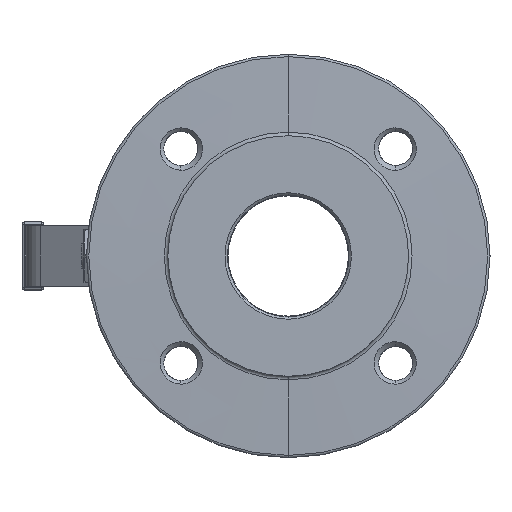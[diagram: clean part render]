
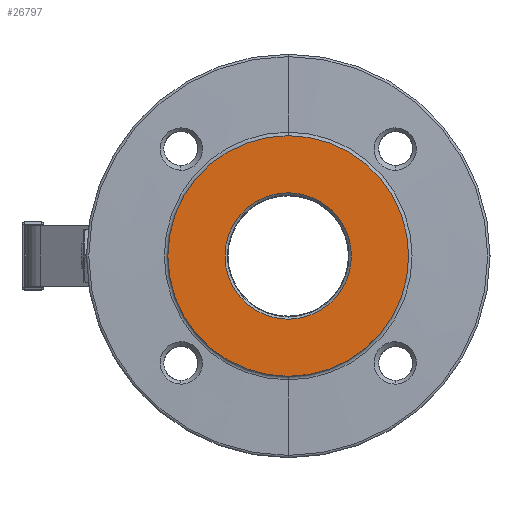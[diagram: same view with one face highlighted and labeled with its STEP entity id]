
A CAD part, left-side view. The second image highlights one B-rep face of the part: STEP entity #26797.
In plain terms, the highlighted planar face has unit normal (-1, 0, 0).
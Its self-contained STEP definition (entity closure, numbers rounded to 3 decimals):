
#357 = VERTEX_POINT ( 'NONE', #887 ) ;
#364 = EDGE_CURVE ( 'NONE', #369, #357, #912, .T. ) ;
#369 = VERTEX_POINT ( 'NONE', #903 ) ;
#882 = CARTESIAN_POINT ( 'NONE',  ( -98., 0., 0. ) ) ;
#887 = CARTESIAN_POINT ( 'NONE',  ( -98., 0., 49.5 ) ) ;
#903 = CARTESIAN_POINT ( 'NONE',  ( -98., 0., -49.5 ) ) ;
#909 = DIRECTION ( 'NONE',  ( 0., 0., -1. ) ) ;
#910 = DIRECTION ( 'NONE',  ( 1., 0., 0. ) ) ;
#911 = AXIS2_PLACEMENT_3D ( 'NONE', #882, #910, #909 ) ;
#912 = CIRCLE ( 'NONE', #911, 49.5 ) ;
#1293 = DIRECTION ( 'NONE',  ( 0., 0., -1. ) ) ;
#1294 = DIRECTION ( 'NONE',  ( 1., 0., 0. ) ) ;
#1295 = CARTESIAN_POINT ( 'NONE',  ( -98., 0., 0. ) ) ;
#1296 = AXIS2_PLACEMENT_3D ( 'NONE', #1295, #1294, #1293 ) ;
#1297 = CIRCLE ( 'NONE', #1296, 49.5 ) ;
#4268 = CARTESIAN_POINT ( 'NONE',  ( -98., 0., 26. ) ) ;
#4269 = DIRECTION ( 'NONE',  ( 0., 0., -1. ) ) ;
#4270 = DIRECTION ( 'NONE',  ( 1., 0., 0. ) ) ;
#4271 = CARTESIAN_POINT ( 'NONE',  ( -98., 0., 0. ) ) ;
#4272 = AXIS2_PLACEMENT_3D ( 'NONE', #4271, #4270, #4269 ) ;
#4273 = CIRCLE ( 'NONE', #4272, 26. ) ;
#4274 = CARTESIAN_POINT ( 'NONE',  ( -98., 0., -26. ) ) ;
#6434 = EDGE_CURVE ( 'NONE', #357, #369, #1297, .T. ) ;
#21813 = VERTEX_POINT ( 'NONE', #4274 ) ;
#21815 = EDGE_CURVE ( 'NONE', #21816, #21813, #4273, .T. ) ;
#21816 = VERTEX_POINT ( 'NONE', #4268 ) ;
#26797 = ADVANCED_FACE ( 'NONE', ( #34352, #34351 ), #34349, .F. ) ;
#26798 = EDGE_LOOP ( 'NONE', ( #26799, #26800 ) ) ;
#26799 = ORIENTED_EDGE ( 'NONE', *, *, #21815, .T. ) ;
#26800 = ORIENTED_EDGE ( 'NONE', *, *, #26801, .T. ) ;
#26801 = EDGE_CURVE ( 'NONE', #21813, #21816, #33874, .T. ) ;
#26851 = EDGE_LOOP ( 'NONE', ( #26852, #26853 ) ) ;
#26852 = ORIENTED_EDGE ( 'NONE', *, *, #6434, .F. ) ;
#26853 = ORIENTED_EDGE ( 'NONE', *, *, #364, .F. ) ;
#33873 = AXIS2_PLACEMENT_3D ( 'NONE', #34080, #34350, #34407 ) ;
#33874 = CIRCLE ( 'NONE', #33873, 26. ) ;
#34080 = CARTESIAN_POINT ( 'NONE',  ( -98., 0., 0. ) ) ;
#34345 = DIRECTION ( 'NONE',  ( 0., 0., -1. ) ) ;
#34346 = DIRECTION ( 'NONE',  ( 1., 0., 0. ) ) ;
#34347 = CARTESIAN_POINT ( 'NONE',  ( -98., 25., 0. ) ) ;
#34348 = AXIS2_PLACEMENT_3D ( 'NONE', #34347, #34346, #34345 ) ;
#34349 = PLANE ( 'NONE',  #34348 ) ;
#34350 = DIRECTION ( 'NONE',  ( 1., 0., 0. ) ) ;
#34351 = FACE_OUTER_BOUND ( 'NONE', #26851, .T. ) ;
#34352 = FACE_BOUND ( 'NONE', #26798, .T. ) ;
#34407 = DIRECTION ( 'NONE',  ( 0., 0., -1. ) ) ;
